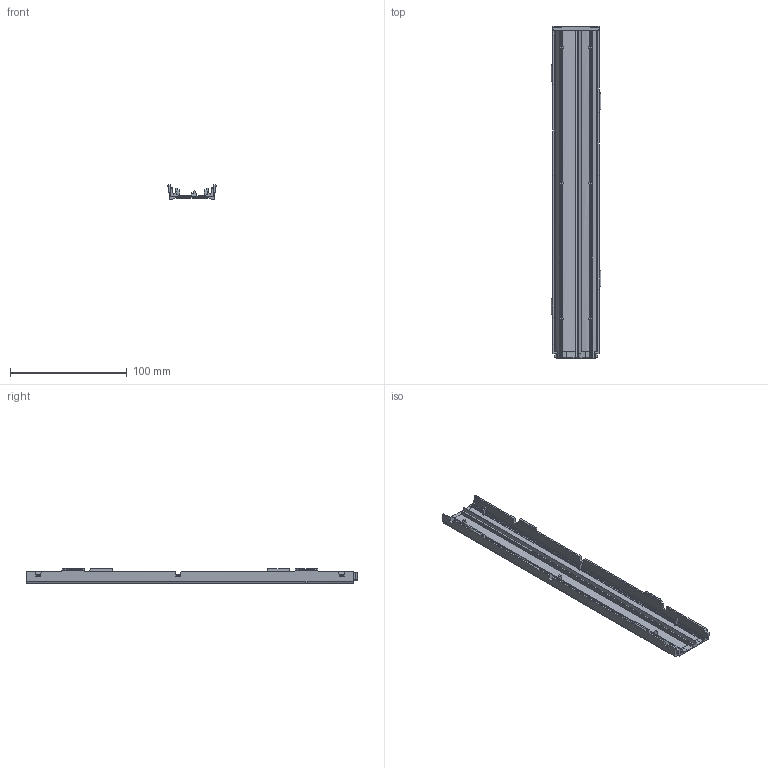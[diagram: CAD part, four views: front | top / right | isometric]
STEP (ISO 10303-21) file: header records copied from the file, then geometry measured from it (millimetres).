
FILE_DESCRIPTION((''),'2;1');
FILE_NAME('SNA25L-V1_1','2019-12-17T10:59:06',('Administrator'),(''),'CREO PARAMETRIC BY PTC INC, 2017110','CREO PARAMETRIC BY PTC INC, 2017110','');
FILE_SCHEMA(('CONFIG_CONTROL_DESIGN'));
Length unit declared in the file: millimetre
Products named in the file (1): SNA25L-V1_1
Bounding box: 42.24 x 284.5 x 12.79 mm (x, y, z)
Volume: 37746.8 mm3; surface area: 38629.1 mm2
Topology: 1 solids, 1 shells, 883 faces, 3381 edges, 2504 vertices
Faces by surface type: cylinder 570, plane 304, extrusion 7, cone 2
Entity records: 36503 total; most frequent: CARTESIAN_POINT 11473, ORIENTED_EDGE 6762, EDGE_CURVE 3381, DIRECTION 3147, VERTEX_POINT 2504, B_SPLINE_CURVE_WITH_KNOTS 2009, VECTOR 1377, LINE 1370
